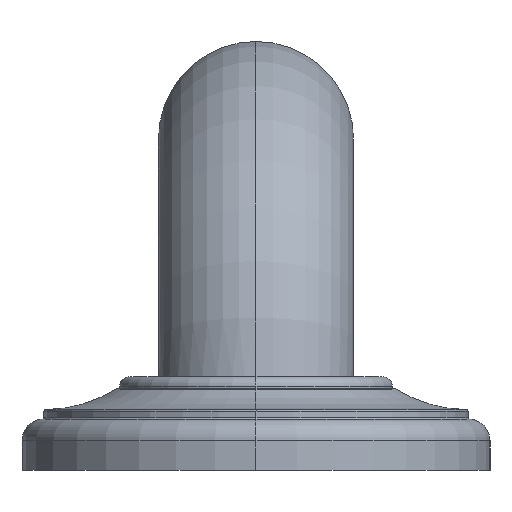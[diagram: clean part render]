
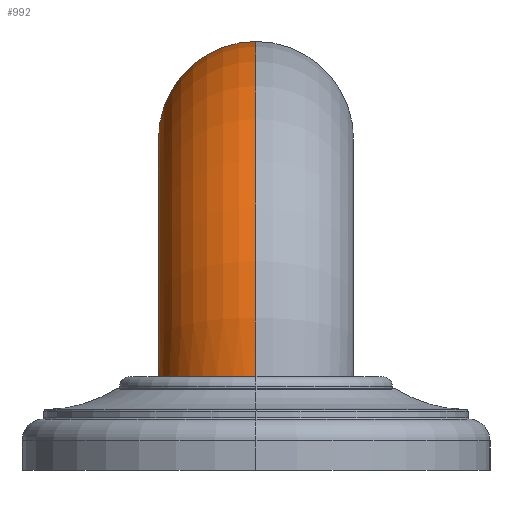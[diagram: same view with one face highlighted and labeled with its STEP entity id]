
A CAD part, left-side view. The second image highlights one B-rep face of the part: STEP entity #992.
In plain terms, the highlighted toroidal (fillet/blend) face has major radius 41.275 mm and minor radius 15.875 mm.
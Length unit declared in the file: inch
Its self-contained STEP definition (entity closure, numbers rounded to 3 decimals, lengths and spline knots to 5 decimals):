
#186=CARTESIAN_POINT('',(-11.36999,0.,0.6));
#187=CARTESIAN_POINT('',(-11.36999,0.02043,0.6));
#188=CARTESIAN_POINT('',(-11.37199,0.06107,0.6));
#189=CARTESIAN_POINT('',(-11.381,0.12178,0.6));
#190=CARTESIAN_POINT('',(-11.39588,0.1811,0.6));
#191=CARTESIAN_POINT('',(-11.41662,0.23898,0.6));
#192=CARTESIAN_POINT('',(-11.44284,0.29433,0.6));
#193=CARTESIAN_POINT('',(-11.47453,0.34714,0.6));
#194=CARTESIAN_POINT('',(-11.51115,0.39646,0.6));
#195=CARTESIAN_POINT('',(-11.55254,0.44209,0.6));
#196=CARTESIAN_POINT('',(-11.59824,0.48346,0.6));
#197=CARTESIAN_POINT('',(-11.6477,0.52011,0.6));
#198=CARTESIAN_POINT('',(-11.70071,0.55186,0.6));
#199=CARTESIAN_POINT('',(-11.75632,0.57815,0.6));
#200=CARTESIAN_POINT('',(-11.81453,0.59897,0.6));
#201=CARTESIAN_POINT('',(-11.87422,0.61391,0.6));
#202=CARTESIAN_POINT('',(-11.93529,0.62298,0.6));
#203=CARTESIAN_POINT('',(-11.99684,0.626,0.6));
#204=CARTESIAN_POINT('',(-12.05834,0.623,0.6));
#205=CARTESIAN_POINT('',(-12.11935,0.61396,0.6));
#206=CARTESIAN_POINT('',(-12.17896,0.59905,0.6));
#207=CARTESIAN_POINT('',(-12.23706,0.57828,0.6));
#208=CARTESIAN_POINT('',(-12.29255,0.55206,0.6));
#209=CARTESIAN_POINT('',(-12.34543,0.52039,0.6));
#210=CARTESIAN_POINT('',(-12.39476,0.48382,0.6));
#211=CARTESIAN_POINT('',(-12.44035,0.44254,0.6));
#212=CARTESIAN_POINT('',(-12.48166,0.39698,0.6));
#213=CARTESIAN_POINT('',(-12.51823,0.34771,0.6));
#214=CARTESIAN_POINT('',(-12.54989,0.29491,0.6));
#215=CARTESIAN_POINT('',(-12.5761,0.23953,0.6));
#216=CARTESIAN_POINT('',(-12.59685,0.18156,0.6));
#217=CARTESIAN_POINT('',(-12.61174,0.12213,0.6));
#218=CARTESIAN_POINT('',(-12.62077,0.06125,0.6));
#219=CARTESIAN_POINT('',(-12.62278,0.02049,0.6));
#220=CARTESIAN_POINT('',(-12.62278,0.,0.6));
#268=CARTESIAN_POINT('',(-10.375,0.,0.5));
#269=DIRECTION('',(0.,1.,0.));
#270=DIRECTION('',(-0.995,0.,0.1));
#271=AXIS2_PLACEMENT_3D('',#268,#269,#270);
#273=CARTESIAN_POINT('',(-10.375,0.,0.5));
#274=DIRECTION('',(0.,1.,0.));
#275=DIRECTION('',(-0.999,0.,0.044));
#276=AXIS2_PLACEMENT_3D('',#273,#274,#275);
#287=CARTESIAN_POINT('',(-10.375,0.,2.125));
#288=DIRECTION('',(1.,0.,0.));
#289=DIRECTION('',(0.,0.,-1.));
#290=AXIS2_PLACEMENT_3D('',#287,#288,#289);
#598=CARTESIAN_POINT('',(-10.375,0.,1.5));
#599=CARTESIAN_POINT('',(-10.375,0.,2.75));
#600=VERTEX_POINT('',#598);
#601=VERTEX_POINT('',#599);
#606=VERTEX_POINT('',#186);
#607=VERTEX_POINT('',#220);
#978=CARTESIAN_POINT('',(-10.375,0.,0.5));
#979=DIRECTION('',(0.,1.,0.));
#980=DIRECTION('',(1.,0.,0.));
#981=AXIS2_PLACEMENT_3D('',#978,#979,#980);
#982=TOROIDAL_SURFACE('',#981,1.625,0.625);
#983=ORIENTED_EDGE('',*,*,#959,.F.);
#985=ORIENTED_EDGE('',*,*,#984,.T.);
#987=ORIENTED_EDGE('',*,*,#986,.T.);
#989=ORIENTED_EDGE('',*,*,#988,.F.);
#990=EDGE_LOOP('',(#983,#985,#987,#989));
#991=FACE_OUTER_BOUND('',#990,.F.);
#992=ADVANCED_FACE('',(#991),#982,.T.);
#221=B_SPLINE_CURVE_WITH_KNOTS('',3,(#186,#187,#188,#189,#190,#191,#192,#193,
#194,#195,#196,#197,#198,#199,#200,#201,#202,#203,#204,#205,#206,#207,#208,#209,
#210,#211,#212,#213,#214,#215,#216,#217,#218,#219,#220),.UNSPECIFIED.,.F.,.F.,
(4,1,1,1,1,1,1,1,1,1,1,1,1,1,1,1,1,1,1,1,1,1,1,1,1,1,1,1,1,1,1,1,4),(0.,
0.03125,0.0625,0.09375,0.125,0.15625,0.1875,0.21875,0.25,0.28125,
0.3125,0.34375,0.375,0.40625,0.4375,0.46875,0.5,0.53125,
0.5625,0.59375,0.625,0.65625,0.6875,0.71875,0.75,0.78125,
0.8125,0.84375,0.875,0.90625,0.9375,0.96875,1.),.UNSPECIFIED.);
#272=CIRCLE('',#271,1.);
#277=CIRCLE('',#276,2.25);
#291=CIRCLE('',#290,0.625);
#959=EDGE_CURVE('',#606,#607,#221,.T.);
#984=EDGE_CURVE('',#606,#600,#272,.T.);
#986=EDGE_CURVE('',#600,#601,#291,.T.);
#988=EDGE_CURVE('',#607,#601,#277,.T.);
